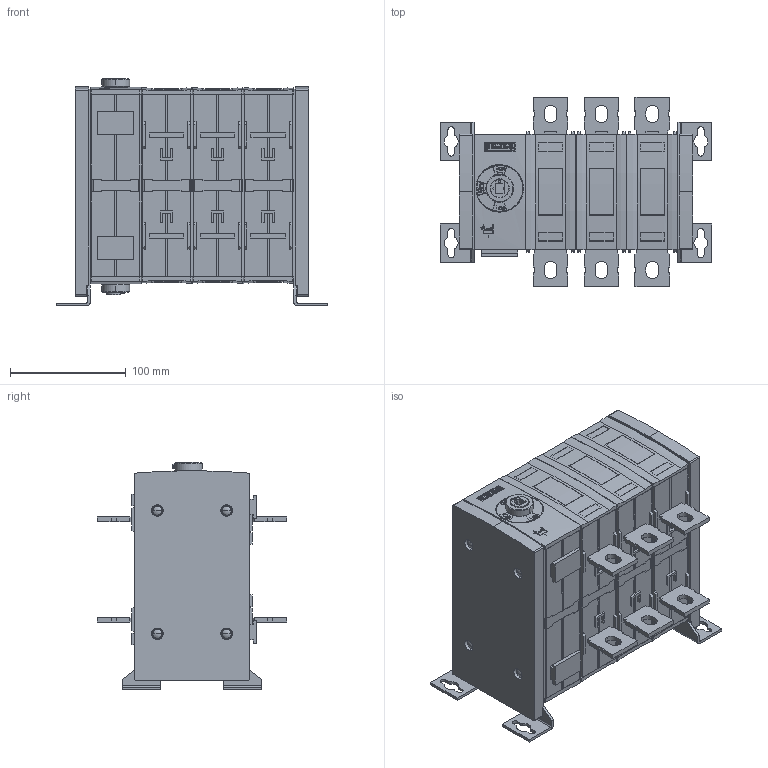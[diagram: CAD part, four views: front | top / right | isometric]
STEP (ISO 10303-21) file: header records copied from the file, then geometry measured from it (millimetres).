
FILE_DESCRIPTION(('STEP AP214'),'1');
FILE_NAME('cctmp_DF4A582D-1F85-4DF3-BC96-9C08105441BD_2023_04_13_23_47_55_0061..stp','2023-04-13T21:47:57',('SIEMENS A&D'),('CADClick - www.CADClick.com'),'Spatial InterOp 3D postprocessed',' ','unknown authorization');
FILE_SCHEMA(('AUTOMOTIVE_DESIGN'));
Length unit declared in the file: millimetre
Products named in the file (4): cc_unnamed; 2023_04_13_23_47_54_0903; 2023_04_13_23_47_54_0872; 2023_04_13_23_47_54_0841
Assembly tree (3 placements, depth 2):
  cc_unnamed
    2023_04_13_23_47_54_0903
    2023_04_13_23_47_54_0872
    2023_04_13_23_47_54_0841
Bounding box: 235 x 164 x 197.2 mm (x, y, z)
Volume: 3439592.2 mm3; surface area: 249766.7 mm2
Topology: 3 solids, 36 shells, 2383 faces, 6513 edges, 4299 vertices
Faces by surface type: plane 1857, cylinder 462, torus 40, cone 20, sphere 4
Entity records: 127269 total; most frequent: CARTESIAN_POINT 15234, STYLED_ITEM 13178, PRESENTATION_STYLE_ASSIGNMENT 13178, ORIENTED_EDGE 12986, DIRECTION 12430, EDGE_CURVE 6493, CURVE_STYLE 6493, DRAUGHTING_PRE_DEFINED_CURVE_FONT 6493
